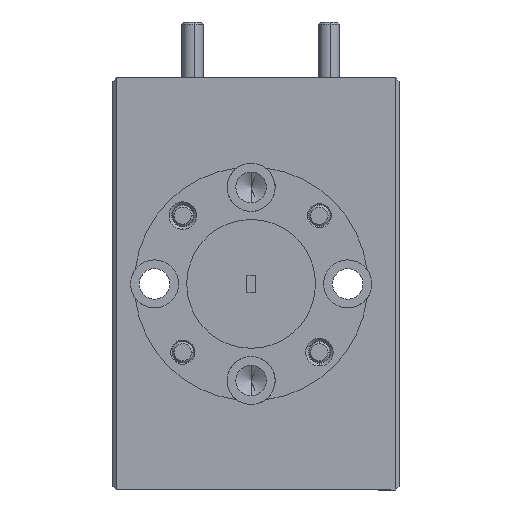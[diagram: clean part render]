
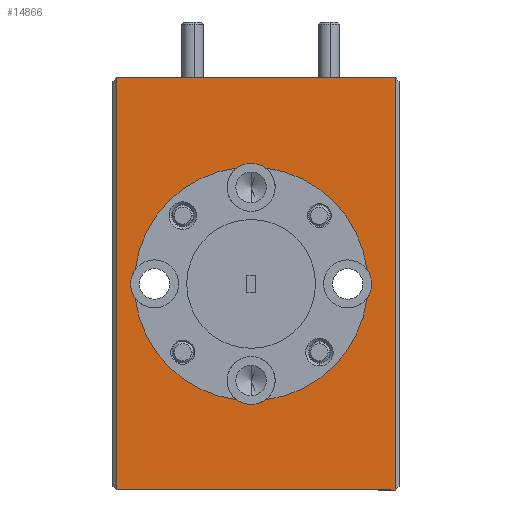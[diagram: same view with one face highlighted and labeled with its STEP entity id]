
A CAD part, left-side view. The second image highlights one B-rep face of the part: STEP entity #14866.
In plain terms, the highlighted planar face has unit normal (-1, 0, 0).
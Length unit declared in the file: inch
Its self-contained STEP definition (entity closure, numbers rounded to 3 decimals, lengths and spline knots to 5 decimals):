
#50 = DIRECTION ( 'NONE',  ( 0., 0., -1. ) ) ;
#903 = DIRECTION ( 'NONE',  ( -1., 0., 0. ) ) ;
#1192 = DIRECTION ( 'NONE',  ( 0., 0., 1. ) ) ;
#1433 = AXIS2_PLACEMENT_3D ( 'NONE', #3360, #903, #21046 ) ;
#2389 = CIRCLE ( 'NONE', #19810, 0.07 ) ;
#2522 = CIRCLE ( 'NONE', #8843, 0.07 ) ;
#2598 = ORIENTED_EDGE ( 'NONE', *, *, #28772, .F. ) ;
#2818 = DIRECTION ( 'NONE',  ( -1., 0., 0. ) ) ;
#2829 = CARTESIAN_POINT ( 'NONE',  ( -0.8, -0.32468, 0.04177 ) ) ;
#3252 = DIRECTION ( 'NONE',  ( 0., 0., 1. ) ) ;
#3360 = CARTESIAN_POINT ( 'NONE',  ( -0.8, 0.01275, 0. ) ) ;
#3398 = ORIENTED_EDGE ( 'NONE', *, *, #23620, .T. ) ;
#4361 = ORIENTED_EDGE ( 'NONE', *, *, #11416, .T. ) ;
#4503 = ORIENTED_EDGE ( 'NONE', *, *, #11392, .F. ) ;
#4617 = CARTESIAN_POINT ( 'NONE',  ( -0.8, -0.32468, -0.04177 ) ) ;
#4911 = CARTESIAN_POINT ( 'NONE',  ( -0.8, -0.408, 0.6 ) ) ;
#5009 = CARTESIAN_POINT ( 'NONE',  ( -0.8, 0.405, 0.6 ) ) ;
#5311 = CARTESIAN_POINT ( 'NONE',  ( -0.8, 0.01275, -0.28125 ) ) ;
#5335 = EDGE_CURVE ( 'NONE', #9681, #19990, #7513, .T. ) ;
#5486 = VERTEX_POINT ( 'NONE', #21099 ) ;
#6073 = CARTESIAN_POINT ( 'NONE',  ( -0.8, 0.01275, -0.28125 ) ) ;
#6704 = DIRECTION ( 'NONE',  ( 0., 0., 1. ) ) ;
#6756 = DIRECTION ( 'NONE',  ( 0., -1., 0. ) ) ;
#7060 = VERTEX_POINT ( 'NONE', #28737 ) ;
#7473 = DIRECTION ( 'NONE',  ( 1., 0., 0. ) ) ;
#7513 = CIRCLE ( 'NONE', #30288, 0.07 ) ;
#7726 = CARTESIAN_POINT ( 'NONE',  ( -0.8, 0.35018, 0.04177 ) ) ;
#7876 = LINE ( 'NONE', #4911, #31298 ) ;
#7943 = EDGE_CURVE ( 'NONE', #21113, #30829, #27695, .T. ) ;
#8053 = CARTESIAN_POINT ( 'NONE',  ( -0.8, 0.01275, 0. ) ) ;
#8451 = CARTESIAN_POINT ( 'NONE',  ( -0.8, 0.294, 0. ) ) ;
#8569 = CARTESIAN_POINT ( 'NONE',  ( -0.8, 0.05452, -0.33743 ) ) ;
#8827 = EDGE_CURVE ( 'NONE', #21721, #29841, #12969, .T. ) ;
#8843 = AXIS2_PLACEMENT_3D ( 'NONE', #5311, #2818, #25463 ) ;
#9131 = DIRECTION ( 'NONE',  ( 0., -1., 0. ) ) ;
#9145 = DIRECTION ( 'NONE',  ( -1., 0., 0. ) ) ;
#9165 = DIRECTION ( 'NONE',  ( -1., 0., 0. ) ) ;
#9215 = CARTESIAN_POINT ( 'NONE',  ( -0.8, 0.415, -0.6 ) ) ;
#9231 = EDGE_CURVE ( 'NONE', #5486, #10946, #27104, .T. ) ;
#9484 = ORIENTED_EDGE ( 'NONE', *, *, #26990, .F. ) ;
#9681 = VERTEX_POINT ( 'NONE', #24356 ) ;
#10025 = CARTESIAN_POINT ( 'NONE',  ( -0.8, -0.02902, 0.33743 ) ) ;
#10035 = LINE ( 'NONE', #17475, #12190 ) ;
#10089 = CARTESIAN_POINT ( 'NONE',  ( -0.8, 0.35018, -0.04177 ) ) ;
#10166 = CIRCLE ( 'NONE', #31359, 0.07 ) ;
#10196 = DIRECTION ( 'NONE',  ( -1., 0., 0. ) ) ;
#10353 = CARTESIAN_POINT ( 'NONE',  ( -0.8, 0.01275, 0. ) ) ;
#10822 = ORIENTED_EDGE ( 'NONE', *, *, #5335, .F. ) ;
#10946 = VERTEX_POINT ( 'NONE', #14111 ) ;
#10958 = EDGE_CURVE ( 'NONE', #12270, #7060, #26516, .T. ) ;
#11035 = VERTEX_POINT ( 'NONE', #22847 ) ;
#11392 = EDGE_CURVE ( 'NONE', #30829, #15298, #23805, .T. ) ;
#11416 = EDGE_CURVE ( 'NONE', #12270, #5486, #10035, .T. ) ;
#11637 = CARTESIAN_POINT ( 'NONE',  ( -0.8, 0.01275, 0.28125 ) ) ;
#11805 = DIRECTION ( 'NONE',  ( -1., 0., 0. ) ) ;
#12190 = VECTOR ( 'NONE', #18142, 39.37008 ) ;
#12202 = EDGE_LOOP ( 'NONE', ( #18272, #32186, #27728, #2598, #10822, #9484, #4503, #14704, #12396, #31763 ) ) ;
#12270 = VERTEX_POINT ( 'NONE', #5009 ) ;
#12396 = ORIENTED_EDGE ( 'NONE', *, *, #20482, .F. ) ;
#12503 = DIRECTION ( 'NONE',  ( 0., 0., 1. ) ) ;
#12754 = FACE_OUTER_BOUND ( 'NONE', #29850, .T. ) ;
#12969 = CIRCLE ( 'NONE', #31528, 0.34 ) ;
#13001 = DIRECTION ( 'NONE',  ( 0., 0., 1. ) ) ;
#13334 = DIRECTION ( 'NONE',  ( -1., 0., 0. ) ) ;
#14111 = CARTESIAN_POINT ( 'NONE',  ( -0.8, -0.408, -0.6 ) ) ;
#14438 = CARTESIAN_POINT ( 'NONE',  ( -0.8, 0.415, 0.6 ) ) ;
#14704 = ORIENTED_EDGE ( 'NONE', *, *, #7943, .F. ) ;
#14866 = ADVANCED_FACE ( 'NONE', ( #12754, #22685 ), #22350, .F. ) ;
#15298 = VERTEX_POINT ( 'NONE', #8569 ) ;
#15335 = VECTOR ( 'NONE', #9131, 39.37008 ) ;
#16763 = ORIENTED_EDGE ( 'NONE', *, *, #9231, .T. ) ;
#16780 = CARTESIAN_POINT ( 'NONE',  ( -0.8, 0.01275, 0.28125 ) ) ;
#17475 = CARTESIAN_POINT ( 'NONE',  ( -0.8, 0.405, -0.6 ) ) ;
#17631 = AXIS2_PLACEMENT_3D ( 'NONE', #8451, #18531, #31651 ) ;
#18142 = DIRECTION ( 'NONE',  ( 0., 0., -1. ) ) ;
#18272 = ORIENTED_EDGE ( 'NONE', *, *, #29115, .F. ) ;
#18531 = DIRECTION ( 'NONE',  ( -1., 0., 0. ) ) ;
#18627 = ORIENTED_EDGE ( 'NONE', *, *, #10958, .F. ) ;
#19069 = AXIS2_PLACEMENT_3D ( 'NONE', #8053, #10196, #13001 ) ;
#19254 = DIRECTION ( 'NONE',  ( 0., 0., 1. ) ) ;
#19432 = EDGE_CURVE ( 'NONE', #32434, #21721, #10166, .T. ) ;
#19497 = AXIS2_PLACEMENT_3D ( 'NONE', #30187, #7473, #50 ) ;
#19810 = AXIS2_PLACEMENT_3D ( 'NONE', #11637, #9165, #6704 ) ;
#19990 = VERTEX_POINT ( 'NONE', #23794 ) ;
#20075 = VERTEX_POINT ( 'NONE', #23312 ) ;
#20444 = DIRECTION ( 'NONE',  ( 0., 0., 1. ) ) ;
#20482 = EDGE_CURVE ( 'NONE', #20075, #21113, #21506, .T. ) ;
#21046 = DIRECTION ( 'NONE',  ( 0., 0., 1. ) ) ;
#21099 = CARTESIAN_POINT ( 'NONE',  ( -0.8, 0.405, -0.6 ) ) ;
#21113 = VERTEX_POINT ( 'NONE', #7726 ) ;
#21506 = CIRCLE ( 'NONE', #1433, 0.34 ) ;
#21721 = VERTEX_POINT ( 'NONE', #2829 ) ;
#22350 = PLANE ( 'NONE',  #19497 ) ;
#22515 = VECTOR ( 'NONE', #6756, 39.37008 ) ;
#22685 = FACE_BOUND ( 'NONE', #12202, .T. ) ;
#22847 = CARTESIAN_POINT ( 'NONE',  ( -0.8, 0.01275, 0.35125 ) ) ;
#23312 = CARTESIAN_POINT ( 'NONE',  ( -0.8, 0.05452, 0.33743 ) ) ;
#23620 = EDGE_CURVE ( 'NONE', #10946, #7060, #7876, .T. ) ;
#23794 = CARTESIAN_POINT ( 'NONE',  ( -0.8, -0.02902, -0.33743 ) ) ;
#23805 = CIRCLE ( 'NONE', #19069, 0.34 ) ;
#23817 = DIRECTION ( 'NONE',  ( -1., 0., 0. ) ) ;
#24356 = CARTESIAN_POINT ( 'NONE',  ( -0.8, 0.01275, -0.35125 ) ) ;
#24565 = AXIS2_PLACEMENT_3D ( 'NONE', #16780, #11805, #29571 ) ;
#25393 = DIRECTION ( 'NONE',  ( -1., 0., 0. ) ) ;
#25463 = DIRECTION ( 'NONE',  ( 0., 0., 1. ) ) ;
#26133 = CIRCLE ( 'NONE', #29870, 0.34 ) ;
#26516 = LINE ( 'NONE', #14438, #15335 ) ;
#26990 = EDGE_CURVE ( 'NONE', #15298, #9681, #2522, .T. ) ;
#27104 = LINE ( 'NONE', #9215, #22515 ) ;
#27695 = CIRCLE ( 'NONE', #17631, 0.07 ) ;
#27728 = ORIENTED_EDGE ( 'NONE', *, *, #19432, .F. ) ;
#28737 = CARTESIAN_POINT ( 'NONE',  ( -0.8, -0.408, 0.6 ) ) ;
#28772 = EDGE_CURVE ( 'NONE', #19990, #32434, #26133, .T. ) ;
#28830 = CARTESIAN_POINT ( 'NONE',  ( -0.8, 0.01275, 0. ) ) ;
#29110 = EDGE_CURVE ( 'NONE', #11035, #20075, #2389, .T. ) ;
#29115 = EDGE_CURVE ( 'NONE', #29841, #11035, #31486, .T. ) ;
#29571 = DIRECTION ( 'NONE',  ( 0., 0., 1. ) ) ;
#29841 = VERTEX_POINT ( 'NONE', #10025 ) ;
#29850 = EDGE_LOOP ( 'NONE', ( #3398, #18627, #4361, #16763 ) ) ;
#29870 = AXIS2_PLACEMENT_3D ( 'NONE', #10353, #25393, #20444 ) ;
#30187 = CARTESIAN_POINT ( 'NONE',  ( -0.8, 0.415, 0.6 ) ) ;
#30288 = AXIS2_PLACEMENT_3D ( 'NONE', #6073, #13334, #3252 ) ;
#30829 = VERTEX_POINT ( 'NONE', #10089 ) ;
#31298 = VECTOR ( 'NONE', #12503, 39.37008 ) ;
#31359 = AXIS2_PLACEMENT_3D ( 'NONE', #31865, #9145, #19254 ) ;
#31486 = CIRCLE ( 'NONE', #24565, 0.07 ) ;
#31528 = AXIS2_PLACEMENT_3D ( 'NONE', #28830, #23817, #1192 ) ;
#31651 = DIRECTION ( 'NONE',  ( 0., 0., 1. ) ) ;
#31763 = ORIENTED_EDGE ( 'NONE', *, *, #29110, .F. ) ;
#31865 = CARTESIAN_POINT ( 'NONE',  ( -0.8, -0.2685, 0. ) ) ;
#32186 = ORIENTED_EDGE ( 'NONE', *, *, #8827, .F. ) ;
#32434 = VERTEX_POINT ( 'NONE', #4617 ) ;
